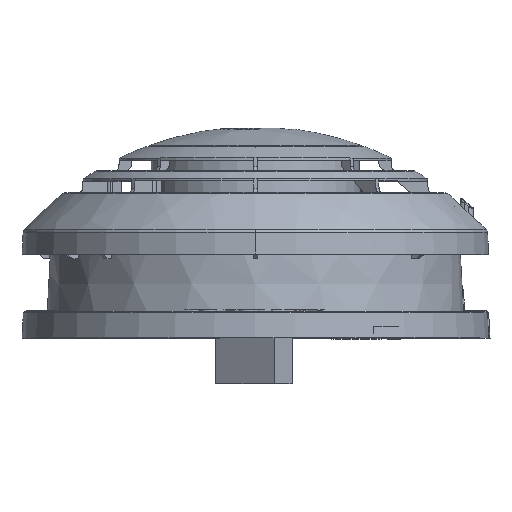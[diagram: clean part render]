
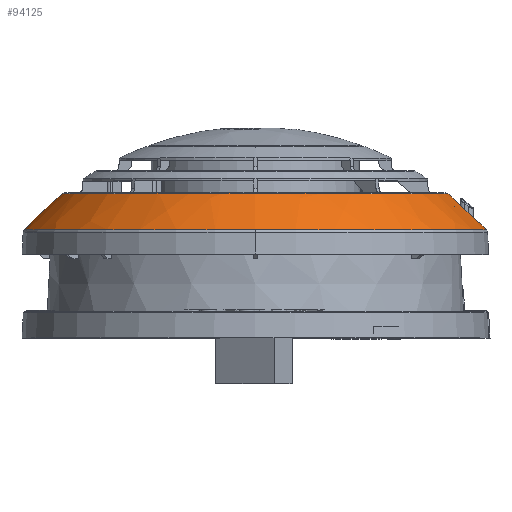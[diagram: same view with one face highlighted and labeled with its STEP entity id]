
A CAD part, top view. The second image highlights one B-rep face of the part: STEP entity #94125.
In plain terms, the highlighted spherical face has radius 70.5 mm.
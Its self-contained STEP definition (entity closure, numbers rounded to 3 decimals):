
#884 = CARTESIAN_POINT ( 'NONE',  ( 43.958, 13.618, 0.378 ) ) ;
#1769 = AXIS2_PLACEMENT_3D ( 'NONE', #78664, #70587, #9795 ) ;
#3336 = CARTESIAN_POINT ( 'NONE',  ( 52.284, 5.793, 0.378 ) ) ;
#4215 = AXIS2_PLACEMENT_3D ( 'NONE', #27709, #98496, #12534 ) ;
#4345 = CARTESIAN_POINT ( 'NONE',  ( 45.573, 12.098, 4.562 ) ) ;
#4550 = CARTESIAN_POINT ( 'NONE',  ( 0., -41.5, 0. ) ) ;
#5324 = CARTESIAN_POINT ( 'NONE',  ( 52.284, 5.793, 0. ) ) ;
#5409 = EDGE_LOOP ( 'NONE', ( #36424, #43625, #48028, #31957, #63172, #60104, #72795, #28882 ) ) ;
#5920 = CARTESIAN_POINT ( 'NONE',  ( 0., 5.568, 0. ) ) ;
#6217 = EDGE_CURVE ( 'NONE', #40100, #26443, #55868, .T. ) ;
#7218 = AXIS2_PLACEMENT_3D ( 'NONE', #84092, #14790, #44649 ) ;
#7473 = CIRCLE ( 'NONE', #4215, 43.748 ) ;
#8293 = CIRCLE ( 'NONE', #1769, 70.5 ) ;
#9795 = DIRECTION ( 'NONE',  ( -1., 0., 0. ) ) ;
#10929 = CARTESIAN_POINT ( 'NONE',  ( 47.034, 10.724, 5.561 ) ) ;
#11409 = CARTESIAN_POINT ( 'NONE',  ( 44.98, 12.655, 3.792 ) ) ;
#11823 = CARTESIAN_POINT ( 'NONE',  ( 0., -41.5, 0. ) ) ;
#12429 = CARTESIAN_POINT ( 'NONE',  ( 44.221, 13.37, 2.021 ) ) ;
#12534 = DIRECTION ( 'NONE',  ( 0., 0., -1. ) ) ;
#12922 = CARTESIAN_POINT ( 'NONE',  ( 52.15, 5.919, 1.492 ) ) ;
#14213 = EDGE_CURVE ( 'NONE', #34292, #53464, #70370, .T. ) ;
#14599 = CARTESIAN_POINT ( 'NONE',  ( 0., 13.784, 0. ) ) ;
#14790 = DIRECTION ( 'NONE',  ( 0., 1., 0. ) ) ;
#15619 = SPHERICAL_SURFACE ( 'NONE', #56957, 70.5 ) ;
#17892 = CARTESIAN_POINT ( 'NONE',  ( 43.958, 13.618, 0. ) ) ;
#18931 = DIRECTION ( 'NONE',  ( 1., 0., 0. ) ) ;
#19026 = CARTESIAN_POINT ( 'NONE',  ( 51.433, 6.592, 3.502 ) ) ;
#20018 = CARTESIAN_POINT ( 'NONE',  ( 45.914, 11.777, 4.878 ) ) ;
#23698 = CIRCLE ( 'NONE', #99559, 43.748 ) ;
#26443 = VERTEX_POINT ( 'NONE', #77835 ) ;
#26611 = CARTESIAN_POINT ( 'NONE',  ( 51.857, 6.194, 2.542 ) ) ;
#27126 = CARTESIAN_POINT ( 'NONE',  ( 49.839, 8.087, 5.237 ) ) ;
#27709 = CARTESIAN_POINT ( 'NONE',  ( 0., 13.784, 0. ) ) ;
#28109 = CARTESIAN_POINT ( 'NONE',  ( 52.256, 5.819, 0.757 ) ) ;
#28563 = CIRCLE ( 'NONE', #97938, 70.5 ) ;
#28882 = ORIENTED_EDGE ( 'NONE', *, *, #6217, .F. ) ;
#29390 = CIRCLE ( 'NONE', #95565, 70.5 ) ;
#29448 = CARTESIAN_POINT ( 'NONE',  ( 52.486, 5.568, 0. ) ) ;
#29824 = CIRCLE ( 'NONE', #7218, 52.486 ) ;
#31741 = CARTESIAN_POINT ( 'NONE',  ( 44.064, 13.518, 1.3 ) ) ;
#31957 = ORIENTED_EDGE ( 'NONE', *, *, #85680, .T. ) ;
#34192 = CARTESIAN_POINT ( 'NONE',  ( 47.573, 10.217, 5.71 ) ) ;
#34292 = VERTEX_POINT ( 'NONE', #71594 ) ;
#34704 = CARTESIAN_POINT ( 'NONE',  ( 49.964, 7.97, 5.156 ) ) ;
#36200 = CARTESIAN_POINT ( 'NONE',  ( 50.323, 7.634, 4.88 ) ) ;
#36201 = VERTEX_POINT ( 'NONE', #73912 ) ;
#36424 = ORIENTED_EDGE ( 'NONE', *, *, #64548, .F. ) ;
#39878 = DIRECTION ( 'NONE',  ( 0., -1., 0. ) ) ;
#40100 = VERTEX_POINT ( 'NONE', #17892 ) ;
#40364 = EDGE_CURVE ( 'NONE', #67999, #34292, #29824, .T. ) ;
#41793 = CARTESIAN_POINT ( 'NONE',  ( 44.504, 13.103, 2.872 ) ) ;
#42287 = CARTESIAN_POINT ( 'NONE',  ( 44.805, 12.82, 3.496 ) ) ;
#43303 = CARTESIAN_POINT ( 'NONE',  ( 46.032, 11.666, 4.976 ) ) ;
#43625 = ORIENTED_EDGE ( 'NONE', *, *, #75175, .T. ) ;
#43782 = CARTESIAN_POINT ( 'NONE',  ( 44.175, 13.413, 1.842 ) ) ;
#44396 = EDGE_CURVE ( 'NONE', #62918, #82293, #23698, .T. ) ;
#44490 = DIRECTION ( 'NONE',  ( -1., 0., 0. ) ) ;
#44649 = DIRECTION ( 'NONE',  ( 0., 0., -1. ) ) ;
#44962 = DIRECTION ( 'NONE',  ( -1., 0., 0. ) ) ;
#47412 = CARTESIAN_POINT ( 'NONE',  ( 44.096, 13.487, 1.482 ) ) ;
#48028 = ORIENTED_EDGE ( 'NONE', *, *, #44396, .T. ) ;
#49882 = CARTESIAN_POINT ( 'NONE',  ( 50.206, 7.743, 4.977 ) ) ;
#50369 = CARTESIAN_POINT ( 'NONE',  ( 50.872, 7.118, 4.33 ) ) ;
#50880 = CARTESIAN_POINT ( 'NONE',  ( 52.072, 5.992, 1.849 ) ) ;
#51383 = CARTESIAN_POINT ( 'NONE',  ( 45.363, 12.295, 4.323 ) ) ;
#53464 = VERTEX_POINT ( 'NONE', #29448 ) ;
#55868 = B_SPLINE_CURVE_WITH_KNOTS ( 'NONE', 3,
 ( #70200, #884, #72168, #31741, #47412, #43782, #12429, #59476, #41793, #42287, #11409, #51383, #4345, #20018, #43303, #80242, #88317, #88824, #10929, #34192, #96908, #74643, #90316, #72656, #58458, #27126, #34704, #49882, #36200, #65573, #50369, #57468, #19026, #80738, #89309, #26611, #96409, #50880, #12922, #28109, #3336, #5324 ),
 .UNSPECIFIED., .F., .F.,
 ( 4, 2, 2, 2, 2, 2, 2, 2, 2, 2, 2, 2, 2, 2, 2, 2, 2, 2, 2, 2, 4 ),
 ( 0.018, 0.019, 0.02, 0.02, 0.021, 0.022, 0.024, 0.024, 0.025, 0.026, 0.027, 0.028, 0.029, 0.03, 0.03, 0.031, 0.032, 0.033, 0.034, 0.035, 0.036 ),
 .UNSPECIFIED. ) ;
#56957 = AXIS2_PLACEMENT_3D ( 'NONE', #91497, #92002, #44962 ) ;
#57468 = CARTESIAN_POINT ( 'NONE',  ( 51.26, 6.753, 3.793 ) ) ;
#57566 = CARTESIAN_POINT ( 'NONE',  ( -43.748, 13.784, 0. ) ) ;
#58458 = CARTESIAN_POINT ( 'NONE',  ( 49.46, 8.443, 5.454 ) ) ;
#59476 = CARTESIAN_POINT ( 'NONE',  ( 44.377, 13.223, 2.542 ) ) ;
#60104 = ORIENTED_EDGE ( 'NONE', *, *, #14213, .T. ) ;
#62918 = VERTEX_POINT ( 'NONE', #72642 ) ;
#63172 = ORIENTED_EDGE ( 'NONE', *, *, #40364, .T. ) ;
#64548 = EDGE_CURVE ( 'NONE', #36201, #40100, #8293, .T. ) ;
#65573 = CARTESIAN_POINT ( 'NONE',  ( 50.661, 7.316, 4.568 ) ) ;
#67154 = DIRECTION ( 'NONE',  ( 0., 1., 0. ) ) ;
#67281 = DIRECTION ( 'NONE',  ( 0., 0., -1. ) ) ;
#67999 = VERTEX_POINT ( 'NONE', #97941 ) ;
#70200 = CARTESIAN_POINT ( 'NONE',  ( 43.958, 13.618, 0. ) ) ;
#70370 = CIRCLE ( 'NONE', #94565, 52.486 ) ;
#70587 = DIRECTION ( 'NONE',  ( 0., 0., -1. ) ) ;
#71594 = CARTESIAN_POINT ( 'NONE',  ( 0., 5.568, 52.486 ) ) ;
#72168 = CARTESIAN_POINT ( 'NONE',  ( 43.985, 13.592, 0.751 ) ) ;
#72642 = CARTESIAN_POINT ( 'NONE',  ( 0., 13.784, 43.748 ) ) ;
#72656 = CARTESIAN_POINT ( 'NONE',  ( 49.2, 8.687, 5.563 ) ) ;
#72795 = ORIENTED_EDGE ( 'NONE', *, *, #92940, .F. ) ;
#73754 = DIRECTION ( 'NONE',  ( 0., 0., -1. ) ) ;
#73912 = CARTESIAN_POINT ( 'NONE',  ( 43.748, 13.784, 0. ) ) ;
#74643 = CARTESIAN_POINT ( 'NONE',  ( 48.388, 9.45, 5.748 ) ) ;
#75175 = EDGE_CURVE ( 'NONE', #36201, #62918, #7473, .T. ) ;
#77828 = FACE_OUTER_BOUND ( 'NONE', #5409, .T. ) ;
#77835 = CARTESIAN_POINT ( 'NONE',  ( 52.284, 5.793, 0. ) ) ;
#78664 = CARTESIAN_POINT ( 'NONE',  ( 0., -41.5, 0. ) ) ;
#80242 = CARTESIAN_POINT ( 'NONE',  ( 46.272, 11.439, 5.154 ) ) ;
#80738 = CARTESIAN_POINT ( 'NONE',  ( 51.658, 6.38, 3.035 ) ) ;
#81135 = DIRECTION ( 'NONE',  ( 0., 0., 1. ) ) ;
#82293 = VERTEX_POINT ( 'NONE', #57566 ) ;
#84092 = CARTESIAN_POINT ( 'NONE',  ( 0., 5.568, 0. ) ) ;
#85680 = EDGE_CURVE ( 'NONE', #82293, #67999, #28563, .T. ) ;
#88317 = CARTESIAN_POINT ( 'NONE',  ( 46.395, 11.324, 5.235 ) ) ;
#88824 = CARTESIAN_POINT ( 'NONE',  ( 46.771, 10.97, 5.451 ) ) ;
#89309 = CARTESIAN_POINT ( 'NONE',  ( 51.728, 6.315, 2.874 ) ) ;
#90316 = CARTESIAN_POINT ( 'NONE',  ( 48.665, 9.191, 5.71 ) ) ;
#91497 = CARTESIAN_POINT ( 'NONE',  ( 0., -41.5, 0. ) ) ;
#92002 = DIRECTION ( 'NONE',  ( 0., 0., -1. ) ) ;
#92940 = EDGE_CURVE ( 'NONE', #26443, #53464, #29390, .T. ) ;
#94125 = ADVANCED_FACE ( 'NONE', ( #77828 ), #15619, .T. ) ;
#94565 = AXIS2_PLACEMENT_3D ( 'NONE', #5920, #67154, #73754 ) ;
#95565 = AXIS2_PLACEMENT_3D ( 'NONE', #4550, #67281, #44490 ) ;
#96409 = CARTESIAN_POINT ( 'NONE',  ( 51.916, 6.139, 2.37 ) ) ;
#96908 = CARTESIAN_POINT ( 'NONE',  ( 47.844, 9.962, 5.747 ) ) ;
#97938 = AXIS2_PLACEMENT_3D ( 'NONE', #11823, #81135, #18931 ) ;
#97941 = CARTESIAN_POINT ( 'NONE',  ( -52.486, 5.568, 0. ) ) ;
#98496 = DIRECTION ( 'NONE',  ( 0., -1., 0. ) ) ;
#99559 = AXIS2_PLACEMENT_3D ( 'NONE', #14599, #39878, #99578 ) ;
#99578 = DIRECTION ( 'NONE',  ( 0., 0., -1. ) ) ;
